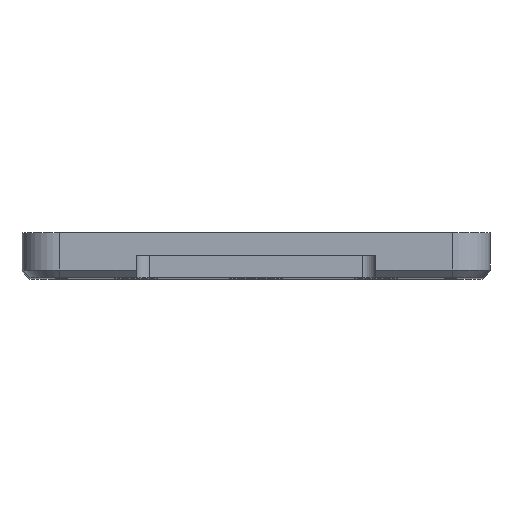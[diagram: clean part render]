
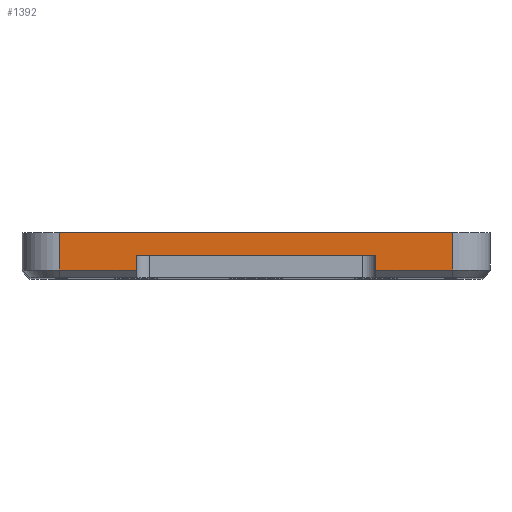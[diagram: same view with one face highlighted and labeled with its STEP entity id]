
A CAD part, top view. The second image highlights one B-rep face of the part: STEP entity #1392.
In plain terms, the highlighted planar face has unit normal (0, 0, 1).
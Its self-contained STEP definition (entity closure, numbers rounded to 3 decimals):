
#104=PLANE('',#1534);
#144=FACE_OUTER_BOUND('',#254,.T.);
#254=EDGE_LOOP('',(#1084,#1085,#1086,#1087,#1088,#1089,#1090,#1091));
#359=LINE('',#2124,#447);
#363=LINE('',#2139,#451);
#370=LINE('',#2212,#458);
#374=LINE('',#2224,#462);
#386=LINE('',#2255,#474);
#388=LINE('',#2261,#476);
#397=LINE('',#2284,#485);
#398=LINE('',#2287,#486);
#447=VECTOR('',#1669,10.);
#451=VECTOR('',#1683,10.);
#458=VECTOR('',#1752,10.);
#462=VECTOR('',#1766,10.);
#474=VECTOR('',#1802,10.);
#476=VECTOR('',#1808,10.);
#485=VECTOR('',#1833,10.);
#486=VECTOR('',#1838,10.);
#637=VERTEX_POINT('',#2121);
#638=VERTEX_POINT('',#2123);
#644=VERTEX_POINT('',#2137);
#679=VERTEX_POINT('',#2211);
#682=VERTEX_POINT('',#2223);
#689=VERTEX_POINT('',#2251);
#691=VERTEX_POINT('',#2259);
#697=VERTEX_POINT('',#2283);
#763=EDGE_CURVE('',#638,#637,#359,.F.);
#771=EDGE_CURVE('',#637,#644,#363,.T.);
#807=EDGE_CURVE('',#638,#679,#370,.T.);
#813=EDGE_CURVE('',#679,#682,#374,.T.);
#829=EDGE_CURVE('',#689,#644,#386,.T.);
#832=EDGE_CURVE('',#691,#689,#388,.T.);
#843=EDGE_CURVE('',#682,#697,#397,.T.);
#845=EDGE_CURVE('',#697,#691,#398,.T.);
#1084=ORIENTED_EDGE('',*,*,#829,.F.);
#1085=ORIENTED_EDGE('',*,*,#832,.F.);
#1086=ORIENTED_EDGE('',*,*,#845,.F.);
#1087=ORIENTED_EDGE('',*,*,#843,.F.);
#1088=ORIENTED_EDGE('',*,*,#813,.F.);
#1089=ORIENTED_EDGE('',*,*,#807,.F.);
#1090=ORIENTED_EDGE('',*,*,#763,.T.);
#1091=ORIENTED_EDGE('',*,*,#771,.T.);
#1392=ADVANCED_FACE('',(#144),#104,.T.);
#1534=AXIS2_PLACEMENT_3D('',#2286,#1836,#1837);
#1669=DIRECTION('',(-1.,0.,0.));
#1683=DIRECTION('',(0.,-1.,0.));
#1752=DIRECTION('',(0.,-1.,0.));
#1766=DIRECTION('',(-1.,0.,0.));
#1802=DIRECTION('',(-1.,0.,0.));
#1808=DIRECTION('',(0.,-1.,0.));
#1833=DIRECTION('',(0.,1.,0.));
#1836=DIRECTION('center_axis',(0.,0.,
1.));
#1837=DIRECTION('ref_axis',(-1.,0.,0.));
#1838=DIRECTION('',(1.,0.,0.));
#2121=CARTESIAN_POINT('',(32.,164.,300.));
#2123=CARTESIAN_POINT('',(-32.,164.,300.));
#2124=CARTESIAN_POINT('',(16.,164.,300.));
#2137=CARTESIAN_POINT('',(32.,160.,300.));
#2139=CARTESIAN_POINT('',(32.,170.,300.));
#2211=CARTESIAN_POINT('',(-32.,160.,300.));
#2212=CARTESIAN_POINT('',(-32.,170.,300.));
#2223=CARTESIAN_POINT('',(-52.5,160.,300.));
#2224=CARTESIAN_POINT('',(-16.,160.,300.));
#2251=CARTESIAN_POINT('',(52.5,160.,300.));
#2255=CARTESIAN_POINT('',(-16.,160.,300.));
#2259=CARTESIAN_POINT('',(52.5,170.,300.));
#2261=CARTESIAN_POINT('',(52.5,170.,300.));
#2283=CARTESIAN_POINT('',(-52.5,170.,300.));
#2284=CARTESIAN_POINT('',(-52.5,170.,300.));
#2286=CARTESIAN_POINT('Origin',(-32.,170.,300.));
#2287=CARTESIAN_POINT('',(-62.5,170.,300.));
